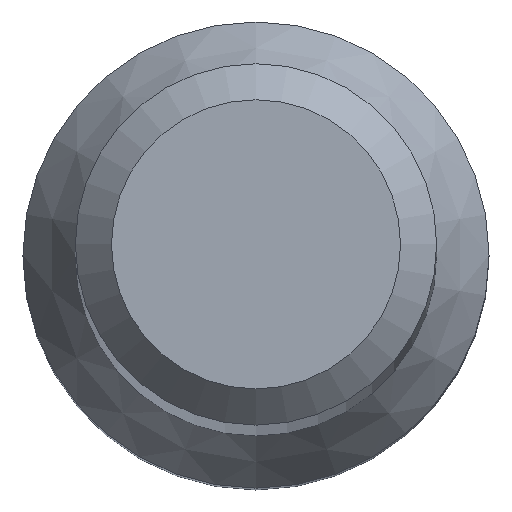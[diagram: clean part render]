
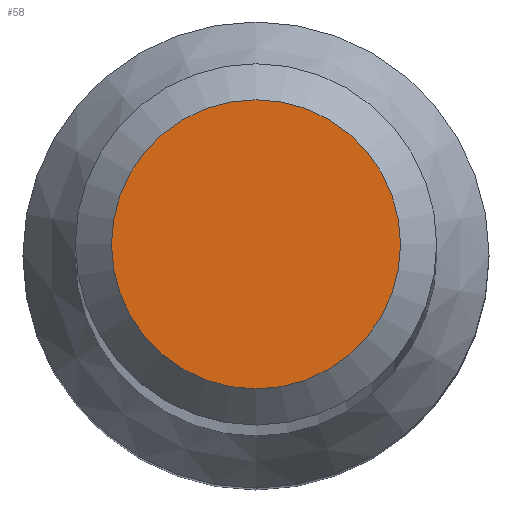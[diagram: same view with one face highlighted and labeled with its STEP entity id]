
A CAD part, top view. The second image highlights one B-rep face of the part: STEP entity #58.
In plain terms, the highlighted planar face has unit normal (0, 0, 1).
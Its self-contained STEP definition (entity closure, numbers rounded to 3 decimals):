
#14 = EDGE_CURVE ( 'NONE', #102, #102, #158, .T. ) ;
#55 = CARTESIAN_POINT ( 'NONE',  ( 0., 0., 80. ) ) ;
#58 = ADVANCED_FACE ( 'NONE', ( #230 ), #93, .F. ) ;
#84 = AXIS2_PLACEMENT_3D ( 'NONE', #55, #210, #173 ) ;
#93 = PLANE ( 'NONE',  #84 ) ;
#101 = DIRECTION ( 'NONE',  ( 0., 0., -1. ) ) ;
#102 = VERTEX_POINT ( 'NONE', #129 ) ;
#118 = AXIS2_PLACEMENT_3D ( 'NONE', #225, #101, #211 ) ;
#125 = EDGE_LOOP ( 'NONE', ( #243 ) ) ;
#129 = CARTESIAN_POINT ( 'NONE',  ( 0., 1.6, 80. ) ) ;
#158 = CIRCLE ( 'NONE', #118, 1.6 ) ;
#173 = DIRECTION ( 'NONE',  ( 0., 1., 0. ) ) ;
#210 = DIRECTION ( 'NONE',  ( 0., 0., -1. ) ) ;
#211 = DIRECTION ( 'NONE',  ( 0., 1., 0. ) ) ;
#225 = CARTESIAN_POINT ( 'NONE',  ( 0., 0., 80. ) ) ;
#230 = FACE_OUTER_BOUND ( 'NONE', #125, .T. ) ;
#243 = ORIENTED_EDGE ( 'NONE', *, *, #14, .F. ) ;
